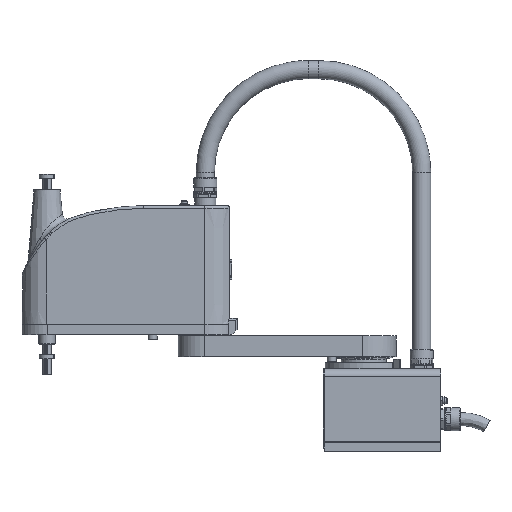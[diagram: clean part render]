
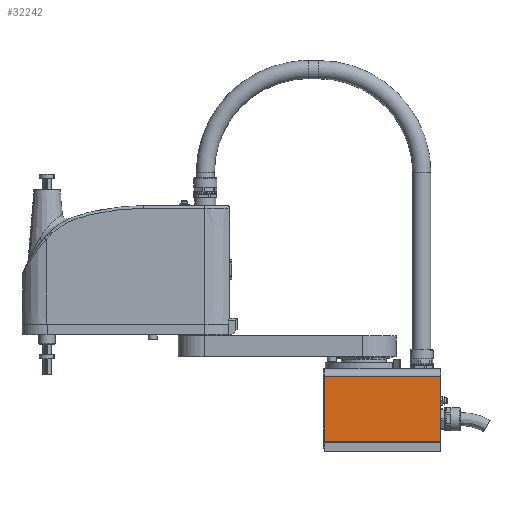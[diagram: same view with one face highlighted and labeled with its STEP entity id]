
A CAD part, top view. The second image highlights one B-rep face of the part: STEP entity #32242.
In plain terms, the highlighted planar face has unit normal (0, 0, -1).
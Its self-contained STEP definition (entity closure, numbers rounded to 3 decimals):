
#1549 = DIRECTION ( 'NONE',  ( 1., 0., 0. ) ) ;
#3800 = DIRECTION ( 'NONE',  ( 0., 0., -1. ) ) ;
#4467 = LINE ( 'NONE', #28612, #30712 ) ;
#5183 = EDGE_CURVE ( 'NONE', #8807, #18373, #7131, .T. ) ;
#6358 = ORIENTED_EDGE ( 'NONE', *, *, #9180, .F. ) ;
#6808 = LINE ( 'NONE', #41970, #38738 ) ;
#7131 = LINE ( 'NONE', #25756, #36041 ) ;
#7967 = CARTESIAN_POINT ( 'NONE',  ( -75., -124.5, 85. ) ) ;
#8807 = VERTEX_POINT ( 'NONE', #32347 ) ;
#9010 = CARTESIAN_POINT ( 'NONE',  ( -75., -126.5, 85. ) ) ;
#9180 = EDGE_CURVE ( 'NONE', #8807, #10323, #27620, .T. ) ;
#10011 = DIRECTION ( 'NONE',  ( 0., -1., 0. ) ) ;
#10323 = VERTEX_POINT ( 'NONE', #7967 ) ;
#10829 = DIRECTION ( 'NONE',  ( -1., 0., 0. ) ) ;
#11260 = VECTOR ( 'NONE', #33122, 1000. ) ;
#12265 = CARTESIAN_POINT ( 'NONE',  ( 145., -1.5, 85. ) ) ;
#16259 = ORIENTED_EDGE ( 'NONE', *, *, #5183, .T. ) ;
#16738 = CARTESIAN_POINT ( 'NONE',  ( 145., -124.5, 85. ) ) ;
#16750 = EDGE_CURVE ( 'NONE', #10323, #20271, #6808, .T. ) ;
#18373 = VERTEX_POINT ( 'NONE', #12265 ) ;
#20271 = VERTEX_POINT ( 'NONE', #16738 ) ;
#22457 = CARTESIAN_POINT ( 'NONE',  ( 145., 13.5, 85. ) ) ;
#24339 = ORIENTED_EDGE ( 'NONE', *, *, #16750, .F. ) ;
#25756 = CARTESIAN_POINT ( 'NONE',  ( 145., -1.5, 85. ) ) ;
#27620 = LINE ( 'NONE', #9010, #11260 ) ;
#28612 = CARTESIAN_POINT ( 'NONE',  ( 145., -126.5, 85. ) ) ;
#30712 = VECTOR ( 'NONE', #10011, 1000. ) ;
#32045 = EDGE_LOOP ( 'NONE', ( #41501, #24339, #6358, #16259 ) ) ;
#32242 = ADVANCED_FACE ( 'NONE', ( #33553 ), #41057, .T. ) ;
#32347 = CARTESIAN_POINT ( 'NONE',  ( -75., -1.5, 85. ) ) ;
#33122 = DIRECTION ( 'NONE',  ( 0., -1., 0. ) ) ;
#33553 = FACE_OUTER_BOUND ( 'NONE', #32045, .T. ) ;
#34299 = AXIS2_PLACEMENT_3D ( 'NONE', #22457, #3800, #10829 ) ;
#36041 = VECTOR ( 'NONE', #1549, 1000. ) ;
#37671 = EDGE_CURVE ( 'NONE', #18373, #20271, #4467, .T. ) ;
#38738 = VECTOR ( 'NONE', #42671, 1000. ) ;
#41057 = PLANE ( 'NONE',  #34299 ) ;
#41501 = ORIENTED_EDGE ( 'NONE', *, *, #37671, .T. ) ;
#41970 = CARTESIAN_POINT ( 'NONE',  ( -285.609, -124.5, 85. ) ) ;
#42671 = DIRECTION ( 'NONE',  ( 1., 0., 0. ) ) ;
